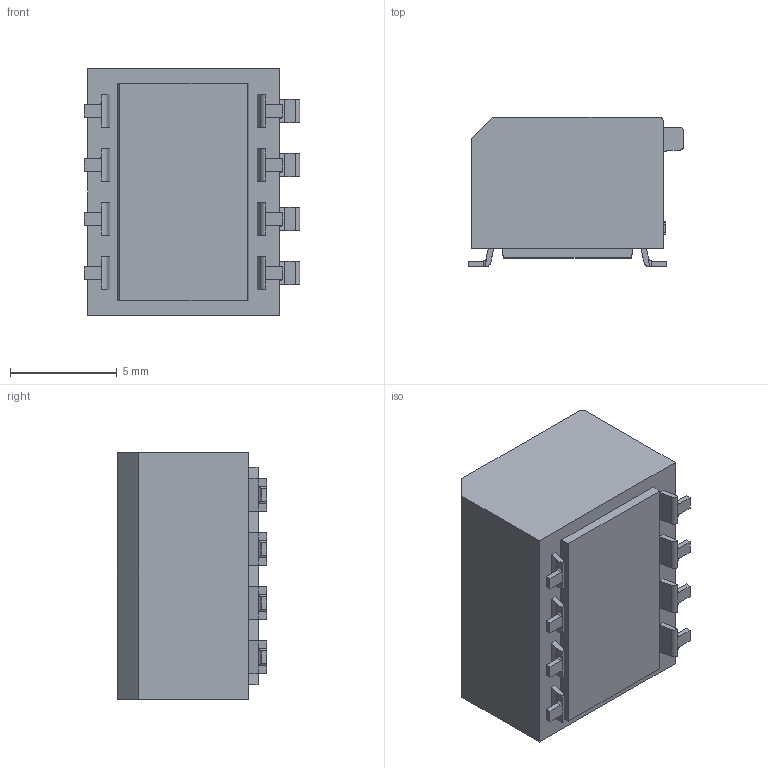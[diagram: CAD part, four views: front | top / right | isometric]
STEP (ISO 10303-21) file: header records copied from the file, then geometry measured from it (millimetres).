
FILE_DESCRIPTION(/* description */ (''),/* implementation_level */ '2;1');
FILE_NAME(/* name */ '5041-04-10.stp',/* time_stamp */ '2018-03-08T13:33:50+01:00',/* author */ ('andreas.larin'),/* organization */ (''),/* preprocessor_version */ 'ST-DEVELOPER v15.6',/* originating_system */ 'Autodesk Inventor 2015',/* authorisation */ '');
FILE_SCHEMA (('AUTOMOTIVE_DESIGN { 1 0 10303 214 3 1 1 }'));
Length unit declared in the file: millimetre
Products named in the file (1): 5041-04-10
Bounding box: 10.1 x 7 x 11.56 mm (x, y, z)
Volume: 620.3 mm3; surface area: 560.7 mm2
Topology: 1 solids, 1 shells, 261 faces, 691 edges, 450 vertices
Faces by surface type: plane 180, cylinder 50, bspline 31
Entity records: 8464 total; most frequent: CARTESIAN_POINT 2139, ORIENTED_EDGE 1382, DIRECTION 1159, EDGE_CURVE 691, LINE 529, VECTOR 529, VERTEX_POINT 450, AXIS2_PLACEMENT_3D 315
